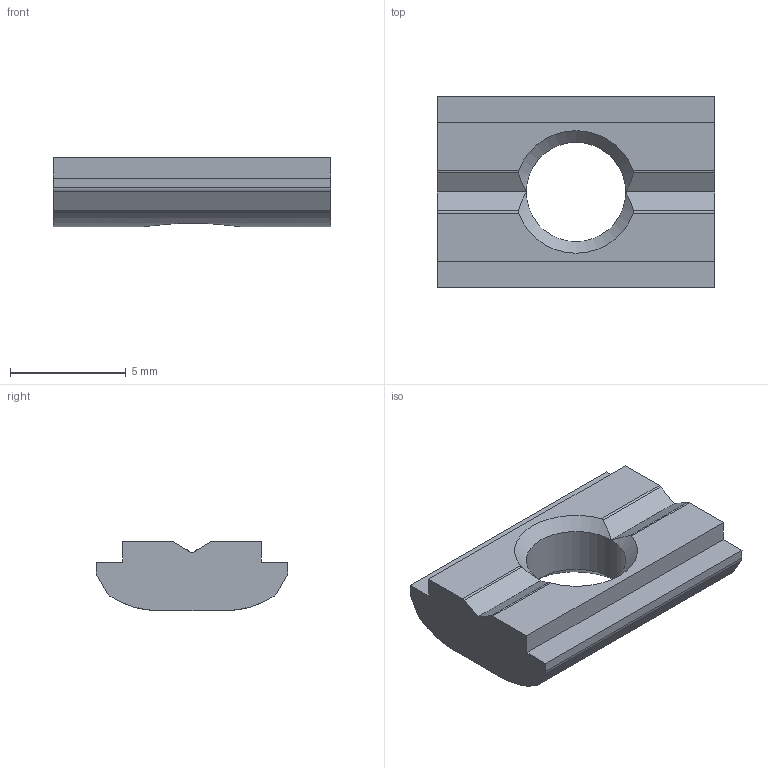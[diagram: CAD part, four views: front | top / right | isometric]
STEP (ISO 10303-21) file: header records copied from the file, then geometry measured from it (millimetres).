
FILE_DESCRIPTION(/* description */ ('SLIDING BLOCK N6'),/* implementation_level */ '2;1');
FILE_NAME(/* name */ '3842547825.stp',/* time_stamp */ '2026-03-17T09:37:11+01:00',/* author */ ('andreas.svensson'),/* organization */ (''),/* preprocessor_version */ 'ST-DEVELOPER v20.1',/* originating_system */ 'Autodesk Inventor 2026',/* authorisation */ '');
FILE_SCHEMA (('AUTOMOTIVE_DESIGN { 1 0 10303 214 3 1 1 }'));
Length unit declared in the file: millimetre
Products named in the file (1): 3842547825
Bounding box: 12 x 8.3 x 3 mm (x, y, z)
Volume: 198 mm3; surface area: 294.6 mm2
Topology: 1 solids, 1 shells, 32 faces, 90 edges, 58 vertices
Faces by surface type: plane 20, cylinder 9, cone 3
Full cylindrical faces by diameter (mm): 4.3 x1
Entity records: 1137 total; most frequent: CARTESIAN_POINT 244, ORIENTED_EDGE 180, DIRECTION 174, EDGE_CURVE 90, LINE 60, VECTOR 60, VERTEX_POINT 58, AXIS2_PLACEMENT_3D 57
